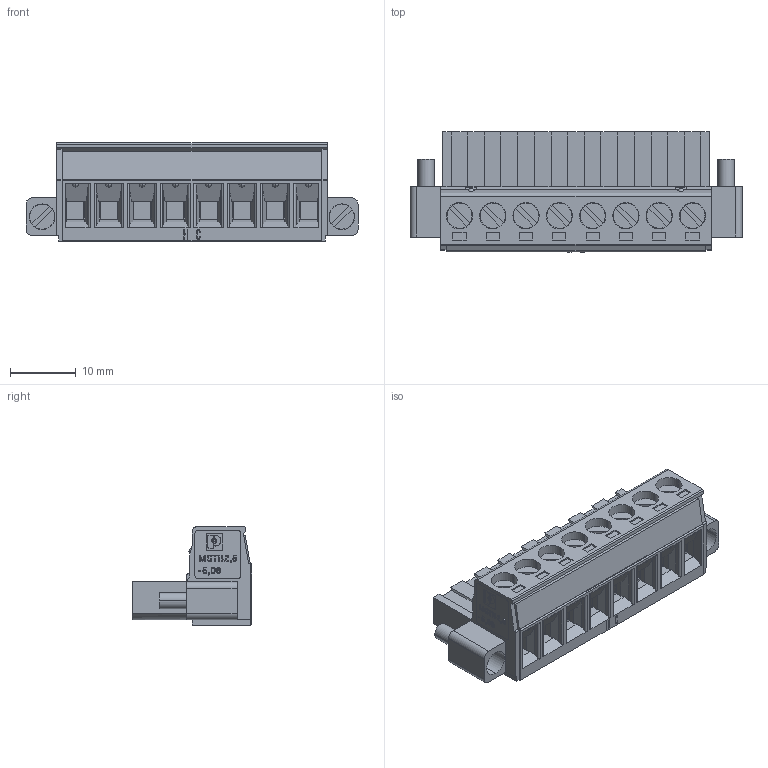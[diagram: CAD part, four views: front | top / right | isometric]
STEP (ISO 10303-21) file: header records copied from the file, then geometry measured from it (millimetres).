
FILE_DESCRIPTION (( 'STEP AP214' ), '1' );
FILE_NAME ('LW3A-CON-A.STEP', '2024-05-08T15:22:06', ( '' ), ( '' ), 'SwSTEP 2.0', 'SolidWorks 2021', '' );
FILE_SCHEMA (( 'AUTOMOTIVE_DESIGN' ));
Length unit declared in the file: inch
Products named in the file (1): LW3A-CON-A
Bounding box: 50.66 x 18.31 x 15 mm (x, y, z)
Volume: 6391.8 mm3; surface area: 9058.8 mm2
Topology: 27 solids, 27 shells, 1444 faces, 4020 edges, 2701 vertices
Faces by surface type: plane 1179, cylinder 229, bspline 20, cone 16
Entity records: 47614 total; most frequent: CARTESIAN_POINT 9902, ORIENTED_EDGE 8040, DIRECTION 7264, EDGE_CURVE 4020, VECTOR 3198, LINE 3198, VERTEX_POINT 2701, AXIS2_PLACEMENT_3D 2033
